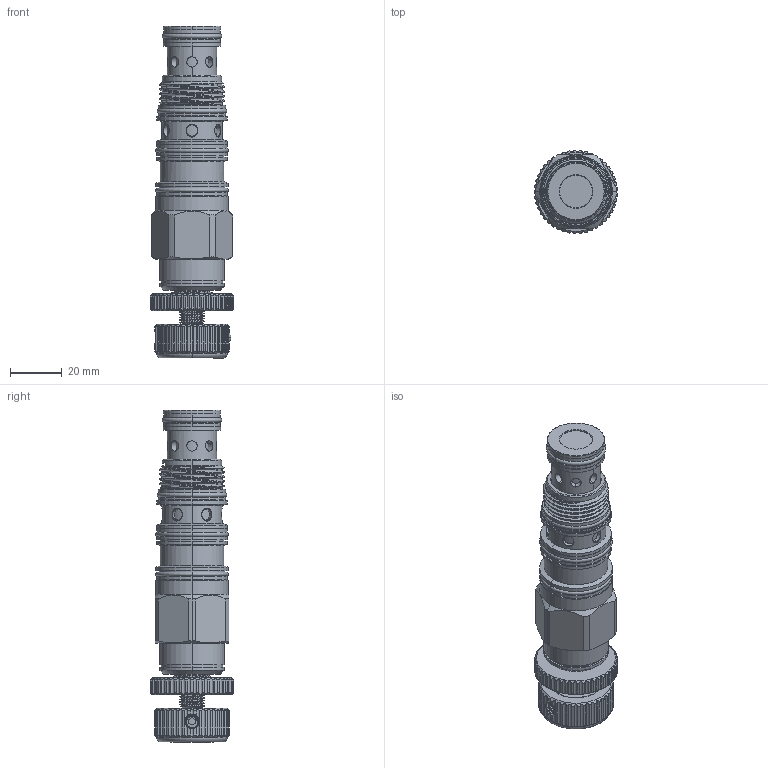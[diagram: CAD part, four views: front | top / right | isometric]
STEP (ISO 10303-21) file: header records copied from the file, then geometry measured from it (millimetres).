
FILE_DESCRIPTION (( 'STEP AP203' ), '1' );
FILE_NAME ('DP22A4Q-K.STEP', '2023-11-29T07:23:47', ( '' ), ( '' ), 'SwSTEP 2.0', 'SolidWorks 2018', '' );
FILE_SCHEMA (( 'CONFIG_CONTROL_DESIGN' ));
Length unit declared in the file: millimetre
Products named in the file (1): DP22A4Q-K
Bounding box: 32.18 x 32.2 x 128.59 mm (x, y, z)
Volume: 64897.3 mm3; surface area: 17346.4 mm2
Topology: 1 solids, 1 shells, 666 faces, 1715 edges, 1100 vertices
Faces by surface type: cylinder 409, plane 151, cone 64, torus 21, bspline 19, sphere 2
Entity records: 31930 total; most frequent: CARTESIAN_POINT 16344, ORIENTED_EDGE 3406, DIRECTION 3022, EDGE_CURVE 1703, AXIS2_PLACEMENT_3D 1157, VERTEX_POINT 1100, EDGE_LOOP 727, VECTOR 708
